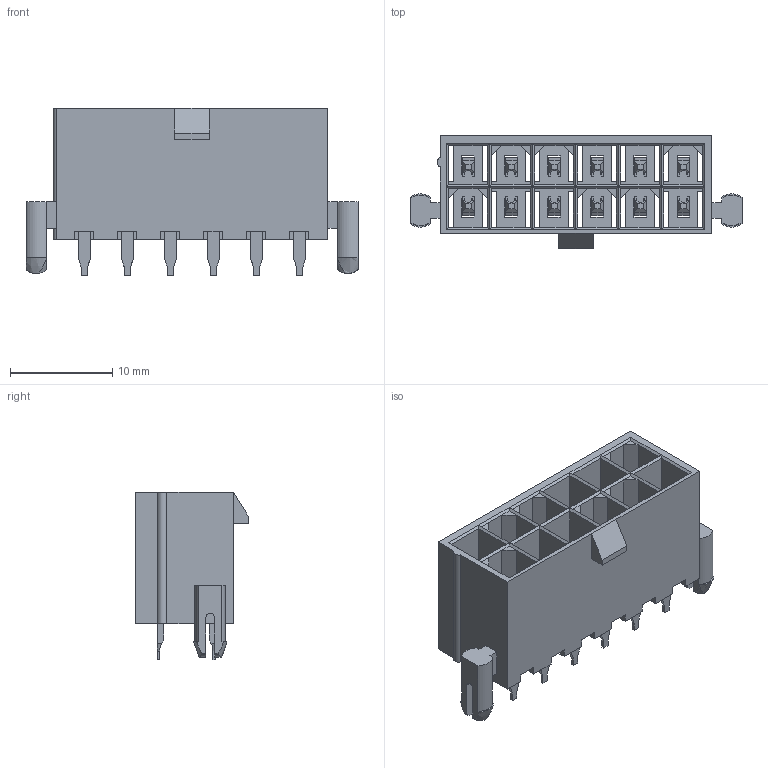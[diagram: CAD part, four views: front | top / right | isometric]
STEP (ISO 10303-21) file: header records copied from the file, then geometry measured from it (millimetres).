
FILE_DESCRIPTION(/* description */ ('Unknown'),/* implementation_level */ '2;1');
FILE_NAME(/* name */ 'J_Wurth_WR-MPC4_649012221732',/* time_stamp */ '2025-06-16T14:26:41+08:00',/* author */ ('Unknown'),/* organization */ ('Unknown'),/* preprocessor_version */ 'ST-DEVELOPER v19.4',/* originating_system */ 'Solid Edge',/* authorisation */ 'Unknown');
FILE_SCHEMA (('AUTOMOTIVE_DESIGN {1 0 10303 214 3 1 1}'));
Length unit declared in the file: millimetre
Products named in the file (2): J_Wurth_WR-MPC4_649012221732
Assembly tree (1 placements, depth 2):
  J_Wurth_WR-MPC4_649012221732
    J_Wurth_WR-MPC4_649012221732
Bounding box: 32.4 x 11.1 x 16.3 mm (x, y, z)
Volume: 1567.9 mm3; surface area: 4692.8 mm2
Topology: 1 solids, 1 shells, 1487 faces, 4461 edges, 2895 vertices
Faces by surface type: plane 1196, cylinder 283, bspline 8
Entity records: 60195 total; most frequent: CARTESIAN_POINT 9125, ORIENTED_EDGE 8922, DIRECTION 7953, EDGE_CURVE 4461, LINE 3863, VECTOR 3863, VERTEX_POINT 2895, AXIS2_PLACEMENT_3D 2045
